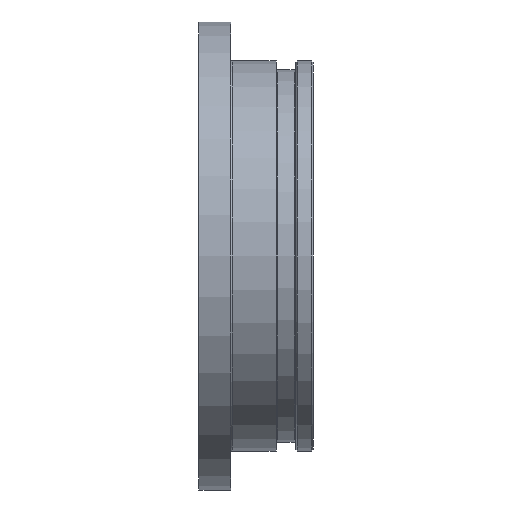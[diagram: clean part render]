
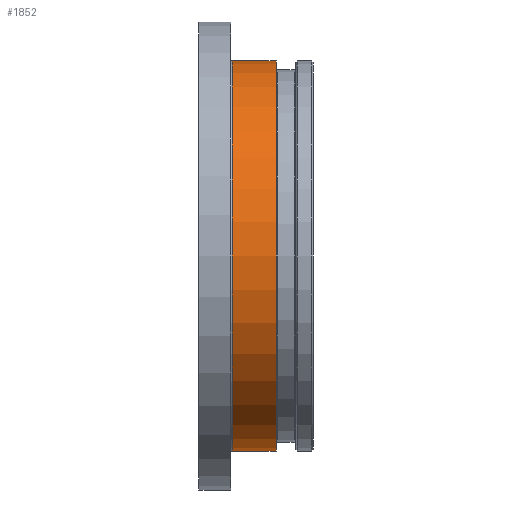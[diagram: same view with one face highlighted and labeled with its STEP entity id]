
A CAD part, front view. The second image highlights one B-rep face of the part: STEP entity #1852.
In plain terms, the highlighted cylindrical face has radius 123 mm (diameter 246 mm), a partial arc.
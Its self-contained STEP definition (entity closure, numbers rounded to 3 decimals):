
#5 = VECTOR ( 'NONE', #278, 1000. ) ;
#95 = ORIENTED_EDGE ( 'NONE', *, *, #134, .F. ) ;
#99 = DIRECTION ( 'NONE',  ( 0., 0., 1. ) ) ;
#134 = EDGE_CURVE ( 'NONE', #169, #483, #490, .T. ) ;
#157 = CIRCLE ( 'NONE', #514, 123. ) ;
#169 = VERTEX_POINT ( 'NONE', #1487 ) ;
#240 = CARTESIAN_POINT ( 'NONE',  ( 48.7, 0., 0. ) ) ;
#278 = DIRECTION ( 'NONE',  ( -1., 0., 0. ) ) ;
#313 = EDGE_CURVE ( 'NONE', #169, #1516, #157, .T. ) ;
#350 = DIRECTION ( 'NONE',  ( -1., 0., 0. ) ) ;
#483 = VERTEX_POINT ( 'NONE', #1523 ) ;
#486 = AXIS2_PLACEMENT_3D ( 'NONE', #1222, #1817, #502 ) ;
#490 = LINE ( 'NONE', #1072, #823 ) ;
#502 = DIRECTION ( 'NONE',  ( 0., 0., 1. ) ) ;
#514 = AXIS2_PLACEMENT_3D ( 'NONE', #240, #350, #99 ) ;
#615 = EDGE_CURVE ( 'NONE', #1516, #1341, #1406, .T. ) ;
#619 = ORIENTED_EDGE ( 'NONE', *, *, #615, .T. ) ;
#804 = EDGE_LOOP ( 'NONE', ( #95, #1193, #619, #1831 ) ) ;
#823 = VECTOR ( 'NONE', #1771, 1000. ) ;
#868 = CYLINDRICAL_SURFACE ( 'NONE', #1249, 123. ) ;
#1072 = CARTESIAN_POINT ( 'NONE',  ( -87.056, 0., -123. ) ) ;
#1165 = CARTESIAN_POINT ( 'NONE',  ( 21., 0., 123. ) ) ;
#1193 = ORIENTED_EDGE ( 'NONE', *, *, #313, .T. ) ;
#1222 = CARTESIAN_POINT ( 'NONE',  ( 21., 0., 0. ) ) ;
#1249 = AXIS2_PLACEMENT_3D ( 'NONE', #1457, #1737, #1612 ) ;
#1308 = FACE_OUTER_BOUND ( 'NONE', #804, .T. ) ;
#1341 = VERTEX_POINT ( 'NONE', #1165 ) ;
#1406 = LINE ( 'NONE', #1834, #5 ) ;
#1457 = CARTESIAN_POINT ( 'NONE',  ( -87.056, 0., 0. ) ) ;
#1465 = EDGE_CURVE ( 'NONE', #1341, #483, #1546, .T. ) ;
#1487 = CARTESIAN_POINT ( 'NONE',  ( 48.7, 0., -123. ) ) ;
#1516 = VERTEX_POINT ( 'NONE', #1531 ) ;
#1523 = CARTESIAN_POINT ( 'NONE',  ( 21., 0., -123. ) ) ;
#1531 = CARTESIAN_POINT ( 'NONE',  ( 48.7, 0., 123. ) ) ;
#1546 = CIRCLE ( 'NONE', #486, 123. ) ;
#1612 = DIRECTION ( 'NONE',  ( 0., 0., 1. ) ) ;
#1737 = DIRECTION ( 'NONE',  ( -1., 0., 0. ) ) ;
#1771 = DIRECTION ( 'NONE',  ( -1., 0., 0. ) ) ;
#1817 = DIRECTION ( 'NONE',  ( 1., 0., 0. ) ) ;
#1831 = ORIENTED_EDGE ( 'NONE', *, *, #1465, .T. ) ;
#1834 = CARTESIAN_POINT ( 'NONE',  ( -87.056, 0., 123. ) ) ;
#1852 = ADVANCED_FACE ( 'NONE', ( #1308 ), #868, .T. ) ;
